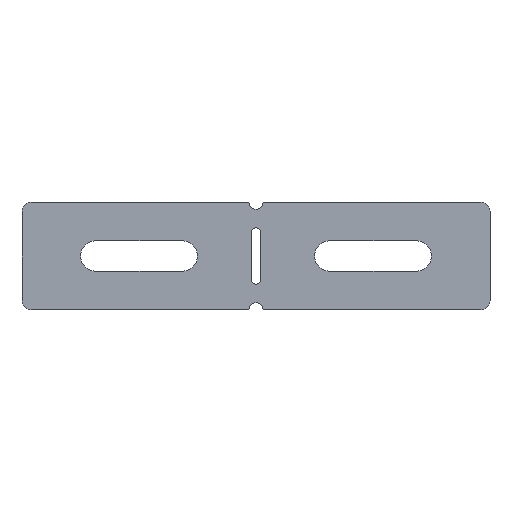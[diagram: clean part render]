
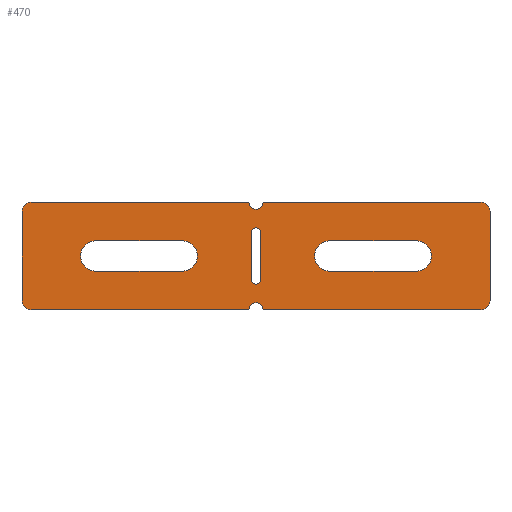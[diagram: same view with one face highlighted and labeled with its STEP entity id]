
A CAD part, top view. The second image highlights one B-rep face of the part: STEP entity #470.
In plain terms, the highlighted planar face has unit normal (0, 0, 1).
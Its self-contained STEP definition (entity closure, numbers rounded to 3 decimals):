
#1=DIRECTION('',(1.,0.,0.));
#2=VECTOR('',#1,18.5);
#3=CARTESIAN_POINT('',(15.75,14.75,0.));
#4=LINE('',#3,#2);
#5=CARTESIAN_POINT('',(15.75,11.5,0.));
#6=DIRECTION('',(0.,0.,-1.));
#7=DIRECTION('',(0.,-1.,0.));
#8=AXIS2_PLACEMENT_3D('',#5,#6,#7);
#10=DIRECTION('',(-1.,0.,0.));
#11=VECTOR('',#10,18.5);
#12=CARTESIAN_POINT('',(34.25,8.25,0.));
#13=LINE('',#12,#11);
#14=CARTESIAN_POINT('',(34.25,11.5,0.));
#15=DIRECTION('',(0.,0.,-1.));
#16=DIRECTION('',(0.,1.,0.));
#17=AXIS2_PLACEMENT_3D('',#14,#15,#16);
#19=CARTESIAN_POINT('',(84.25,11.5,0.));
#20=DIRECTION('',(0.,0.,-1.));
#21=DIRECTION('',(0.,1.,0.));
#22=AXIS2_PLACEMENT_3D('',#19,#20,#21);
#24=DIRECTION('',(1.,0.,0.));
#25=VECTOR('',#24,18.5);
#26=CARTESIAN_POINT('',(65.75,14.75,0.));
#27=LINE('',#26,#25);
#28=CARTESIAN_POINT('',(65.75,11.5,0.));
#29=DIRECTION('',(0.,0.,-1.));
#30=DIRECTION('',(0.,-1.,0.));
#31=AXIS2_PLACEMENT_3D('',#28,#29,#30);
#33=DIRECTION('',(-1.,0.,0.));
#34=VECTOR('',#33,18.5);
#35=CARTESIAN_POINT('',(84.25,8.25,0.));
#36=LINE('',#35,#34);
#37=CARTESIAN_POINT('',(50.,23.,0.));
#38=DIRECTION('',(0.,0.,-1.));
#39=DIRECTION('',(1.,0.,0.));
#40=AXIS2_PLACEMENT_3D('',#37,#38,#39);
#42=DIRECTION('',(-1.,0.,0.));
#43=VECTOR('',#42,46.5);
#44=CARTESIAN_POINT('',(98.,23.,0.));
#45=LINE('',#44,#43);
#46=CARTESIAN_POINT('',(98.,21.,0.));
#47=DIRECTION('',(0.,0.,1.));
#48=DIRECTION('',(1.,0.,0.));
#49=AXIS2_PLACEMENT_3D('',#46,#47,#48);
#51=DIRECTION('',(0.,1.,0.));
#52=VECTOR('',#51,19.);
#53=CARTESIAN_POINT('',(100.,2.,0.));
#54=LINE('',#53,#52);
#55=CARTESIAN_POINT('',(98.,2.,0.));
#56=DIRECTION('',(0.,0.,1.));
#57=DIRECTION('',(0.,-1.,0.));
#58=AXIS2_PLACEMENT_3D('',#55,#56,#57);
#60=DIRECTION('',(1.,0.,0.));
#61=VECTOR('',#60,46.5);
#62=CARTESIAN_POINT('',(51.5,0.,0.));
#63=LINE('',#62,#61);
#64=CARTESIAN_POINT('',(50.,0.,0.));
#65=DIRECTION('',(0.,0.,-1.));
#66=DIRECTION('',(-1.,0.,0.));
#67=AXIS2_PLACEMENT_3D('',#64,#65,#66);
#69=DIRECTION('',(1.,0.,0.));
#70=VECTOR('',#69,46.5);
#71=CARTESIAN_POINT('',(2.,0.,0.));
#72=LINE('',#71,#70);
#73=CARTESIAN_POINT('',(2.,2.,0.));
#74=DIRECTION('',(0.,0.,1.));
#75=DIRECTION('',(-1.,0.,0.));
#76=AXIS2_PLACEMENT_3D('',#73,#74,#75);
#78=DIRECTION('',(0.,-1.,0.));
#79=VECTOR('',#78,19.);
#80=CARTESIAN_POINT('',(0.,21.,0.));
#81=LINE('',#80,#79);
#82=CARTESIAN_POINT('',(2.,21.,0.));
#83=DIRECTION('',(0.,0.,1.));
#84=DIRECTION('',(0.,1.,0.));
#85=AXIS2_PLACEMENT_3D('',#82,#83,#84);
#87=DIRECTION('',(-1.,0.,0.));
#88=VECTOR('',#87,46.5);
#89=CARTESIAN_POINT('',(48.5,23.,0.));
#90=LINE('',#89,#88);
#91=DIRECTION('',(0.,1.,0.));
#92=VECTOR('',#91,10.);
#93=CARTESIAN_POINT('',(51.,6.5,0.));
#94=LINE('',#93,#92);
#95=CARTESIAN_POINT('',(50.,16.5,0.));
#96=DIRECTION('',(0.,0.,-1.));
#97=DIRECTION('',(-1.,0.,0.));
#98=AXIS2_PLACEMENT_3D('',#95,#96,#97);
#100=DIRECTION('',(0.,-1.,0.));
#101=VECTOR('',#100,10.);
#102=CARTESIAN_POINT('',(49.,16.5,0.));
#103=LINE('',#102,#101);
#104=CARTESIAN_POINT('',(50.,6.5,0.));
#105=DIRECTION('',(0.,0.,-1.));
#106=DIRECTION('',(1.,0.,0.));
#107=AXIS2_PLACEMENT_3D('',#104,#105,#106);
#313=CARTESIAN_POINT('',(15.75,14.75,0.));
#314=CARTESIAN_POINT('',(34.25,14.75,0.));
#315=VERTEX_POINT('',#313);
#316=VERTEX_POINT('',#314);
#317=CARTESIAN_POINT('',(34.25,8.25,0.));
#318=VERTEX_POINT('',#317);
#319=CARTESIAN_POINT('',(15.75,8.25,0.));
#320=VERTEX_POINT('',#319);
#321=CARTESIAN_POINT('',(84.25,14.75,0.));
#322=CARTESIAN_POINT('',(84.25,8.25,0.));
#323=VERTEX_POINT('',#321);
#324=VERTEX_POINT('',#322);
#325=CARTESIAN_POINT('',(65.75,8.25,0.));
#326=VERTEX_POINT('',#325);
#327=CARTESIAN_POINT('',(65.75,14.75,0.));
#328=VERTEX_POINT('',#327);
#345=CARTESIAN_POINT('',(2.,23.,0.));
#346=CARTESIAN_POINT('',(0.,21.,0.));
#347=VERTEX_POINT('',#345);
#348=VERTEX_POINT('',#346);
#353=CARTESIAN_POINT('',(0.,2.,0.));
#354=CARTESIAN_POINT('',(2.,0.,0.));
#355=VERTEX_POINT('',#353);
#356=VERTEX_POINT('',#354);
#361=CARTESIAN_POINT('',(100.,21.,0.));
#362=CARTESIAN_POINT('',(98.,23.,0.));
#363=VERTEX_POINT('',#361);
#364=VERTEX_POINT('',#362);
#369=CARTESIAN_POINT('',(98.,0.,0.));
#370=CARTESIAN_POINT('',(100.,2.,0.));
#371=VERTEX_POINT('',#369);
#372=VERTEX_POINT('',#370);
#377=CARTESIAN_POINT('',(51.5,23.,0.));
#378=CARTESIAN_POINT('',(48.5,23.,0.));
#379=VERTEX_POINT('',#377);
#380=VERTEX_POINT('',#378);
#381=CARTESIAN_POINT('',(48.5,0.,0.));
#382=CARTESIAN_POINT('',(51.5,0.,0.));
#383=VERTEX_POINT('',#381);
#384=VERTEX_POINT('',#382);
#385=CARTESIAN_POINT('',(51.,6.5,0.));
#386=CARTESIAN_POINT('',(51.,16.5,0.));
#387=VERTEX_POINT('',#385);
#388=VERTEX_POINT('',#386);
#389=CARTESIAN_POINT('',(49.,16.5,0.));
#390=VERTEX_POINT('',#389);
#391=CARTESIAN_POINT('',(49.,6.5,0.));
#392=VERTEX_POINT('',#391);
#409=CARTESIAN_POINT('',(0.,0.,0.));
#410=DIRECTION('',(0.,0.,1.));
#411=DIRECTION('',(1.,0.,0.));
#412=AXIS2_PLACEMENT_3D('',#409,#410,#411);
#413=PLANE('',#412);
#415=ORIENTED_EDGE('',*,*,#414,.F.);
#417=ORIENTED_EDGE('',*,*,#416,.F.);
#419=ORIENTED_EDGE('',*,*,#418,.F.);
#421=ORIENTED_EDGE('',*,*,#420,.F.);
#423=ORIENTED_EDGE('',*,*,#422,.F.);
#425=ORIENTED_EDGE('',*,*,#424,.F.);
#427=ORIENTED_EDGE('',*,*,#426,.F.);
#429=ORIENTED_EDGE('',*,*,#428,.F.);
#431=ORIENTED_EDGE('',*,*,#430,.F.);
#433=ORIENTED_EDGE('',*,*,#432,.F.);
#435=ORIENTED_EDGE('',*,*,#434,.F.);
#437=ORIENTED_EDGE('',*,*,#436,.F.);
#438=EDGE_LOOP('',(#415,#417,#419,#421,#423,#425,#427,#429,#431,#433,#435,
#437));
#439=FACE_OUTER_BOUND('',#438,.F.);
#441=ORIENTED_EDGE('',*,*,#440,.F.);
#443=ORIENTED_EDGE('',*,*,#442,.F.);
#445=ORIENTED_EDGE('',*,*,#444,.F.);
#447=ORIENTED_EDGE('',*,*,#446,.F.);
#448=EDGE_LOOP('',(#441,#443,#445,#447));
#449=FACE_BOUND('',#448,.F.);
#451=ORIENTED_EDGE('',*,*,#450,.F.);
#453=ORIENTED_EDGE('',*,*,#452,.F.);
#455=ORIENTED_EDGE('',*,*,#454,.F.);
#457=ORIENTED_EDGE('',*,*,#456,.F.);
#458=EDGE_LOOP('',(#451,#453,#455,#457));
#459=FACE_BOUND('',#458,.F.);
#461=ORIENTED_EDGE('',*,*,#460,.T.);
#463=ORIENTED_EDGE('',*,*,#462,.F.);
#465=ORIENTED_EDGE('',*,*,#464,.T.);
#467=ORIENTED_EDGE('',*,*,#466,.F.);
#468=EDGE_LOOP('',(#461,#463,#465,#467));
#469=FACE_BOUND('',#468,.F.);
#470=ADVANCED_FACE('',(#439,#449,#459,#469),#413,.T.);
#9=CIRCLE('',#8,3.25);
#18=CIRCLE('',#17,3.25);
#23=CIRCLE('',#22,3.25);
#32=CIRCLE('',#31,3.25);
#41=CIRCLE('',#40,1.5);
#50=CIRCLE('',#49,2.);
#59=CIRCLE('',#58,2.);
#68=CIRCLE('',#67,1.5);
#77=CIRCLE('',#76,2.);
#86=CIRCLE('',#85,2.);
#99=CIRCLE('',#98,1.);
#108=CIRCLE('',#107,1.);
#414=EDGE_CURVE('',#379,#380,#41,.T.);
#416=EDGE_CURVE('',#364,#379,#45,.T.);
#418=EDGE_CURVE('',#363,#364,#50,.T.);
#420=EDGE_CURVE('',#372,#363,#54,.T.);
#422=EDGE_CURVE('',#371,#372,#59,.T.);
#424=EDGE_CURVE('',#384,#371,#63,.T.);
#426=EDGE_CURVE('',#383,#384,#68,.T.);
#428=EDGE_CURVE('',#356,#383,#72,.T.);
#430=EDGE_CURVE('',#355,#356,#77,.T.);
#432=EDGE_CURVE('',#348,#355,#81,.T.);
#434=EDGE_CURVE('',#347,#348,#86,.T.);
#436=EDGE_CURVE('',#380,#347,#90,.T.);
#440=EDGE_CURVE('',#323,#324,#23,.T.);
#442=EDGE_CURVE('',#328,#323,#27,.T.);
#444=EDGE_CURVE('',#326,#328,#32,.T.);
#446=EDGE_CURVE('',#324,#326,#36,.T.);
#450=EDGE_CURVE('',#315,#316,#4,.T.);
#452=EDGE_CURVE('',#320,#315,#9,.T.);
#454=EDGE_CURVE('',#318,#320,#13,.T.);
#456=EDGE_CURVE('',#316,#318,#18,.T.);
#460=EDGE_CURVE('',#387,#388,#94,.T.);
#462=EDGE_CURVE('',#390,#388,#99,.T.);
#464=EDGE_CURVE('',#390,#392,#103,.T.);
#466=EDGE_CURVE('',#387,#392,#108,.T.);
